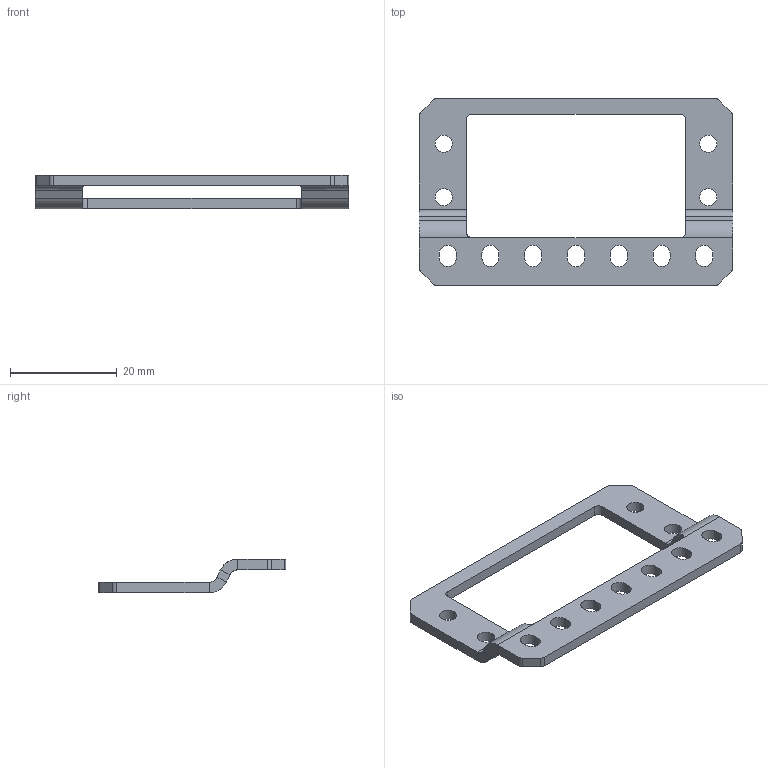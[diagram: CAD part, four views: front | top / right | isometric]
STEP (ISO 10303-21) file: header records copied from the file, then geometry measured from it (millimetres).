
FILE_DESCRIPTION (( 'STEP AP203' ), '1' );
FILE_NAME ('REV-41-1475.STEP', '2017-12-14T18:11:36', ( '' ), ( '' ), 'SwSTEP 2.0', 'SolidWorks 2017', '' );
FILE_SCHEMA (( 'CONFIG_CONTROL_DESIGN' ));
Length unit declared in the file: millimetre
Products named in the file (1): REV-41-1475
Bounding box: 58.7 x 35.1 x 6.3 mm (x, y, z)
Volume: 2049.9 mm3; surface area: 2922.9 mm2
Topology: 1 solids, 1 shells, 90 faces, 238 edges, 148 vertices
Faces by surface type: plane 48, cylinder 42
Entity records: 2919 total; most frequent: CARTESIAN_POINT 513, DIRECTION 496, ORIENTED_EDGE 476, EDGE_CURVE 238, AXIS2_PLACEMENT_3D 171, VECTOR 154, LINE 154, VERTEX_POINT 148
